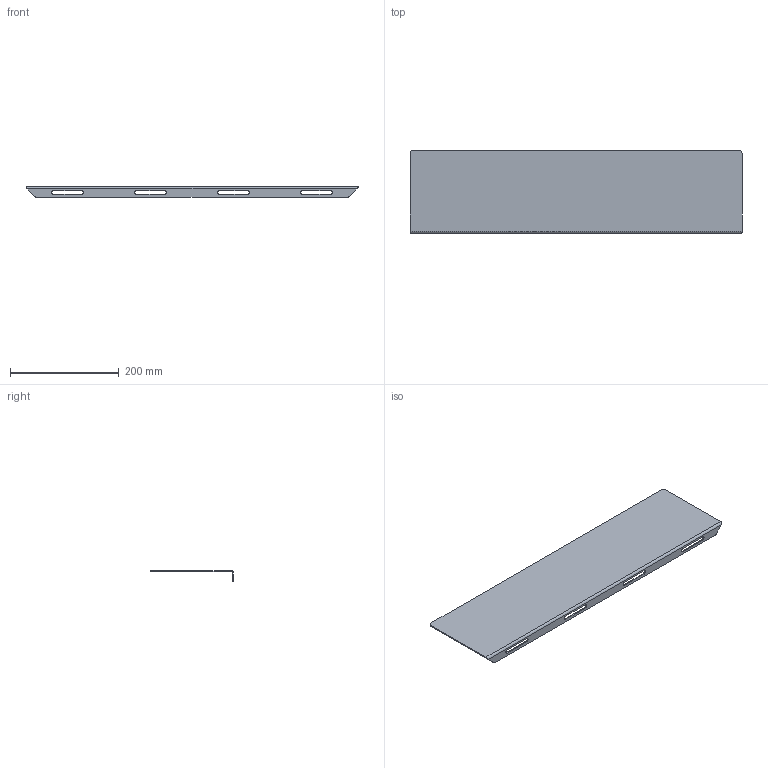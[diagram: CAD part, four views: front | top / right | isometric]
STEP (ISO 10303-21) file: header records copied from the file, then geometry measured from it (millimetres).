
FILE_DESCRIPTION (( 'STEP AP203' ), '1' );
FILE_NAME ('13.1.4.12_GZF-PDH152C_平面防护挡板，610mmx152mm.STEP', '2022-11-01T03:04:40', ( '' ), ( '' ), 'SwSTEP 2.0', 'SolidWorks 2021', '' );
FILE_SCHEMA (( 'CONFIG_CONTROL_DESIGN' ));
Length unit declared in the file: millimetre
Products named in the file (1): 13.1.4.12_GZF-PDH152C_平面防护挡板，610mmx152mm
Bounding box: 610 x 152 x 20 mm (x, y, z)
Volume: 202036.7 mm3; surface area: 206088.9 mm2
Topology: 1 solids, 1 shells, 34 faces, 96 edges, 64 vertices
Faces by surface type: plane 18, cylinder 14, bspline 2
Entity records: 1423 total; most frequent: CARTESIAN_POINT 447, ORIENTED_EDGE 192, DIRECTION 178, EDGE_CURVE 96, VERTEX_POINT 64, AXIS2_PLACEMENT_3D 61, LINE 56, VECTOR 56
